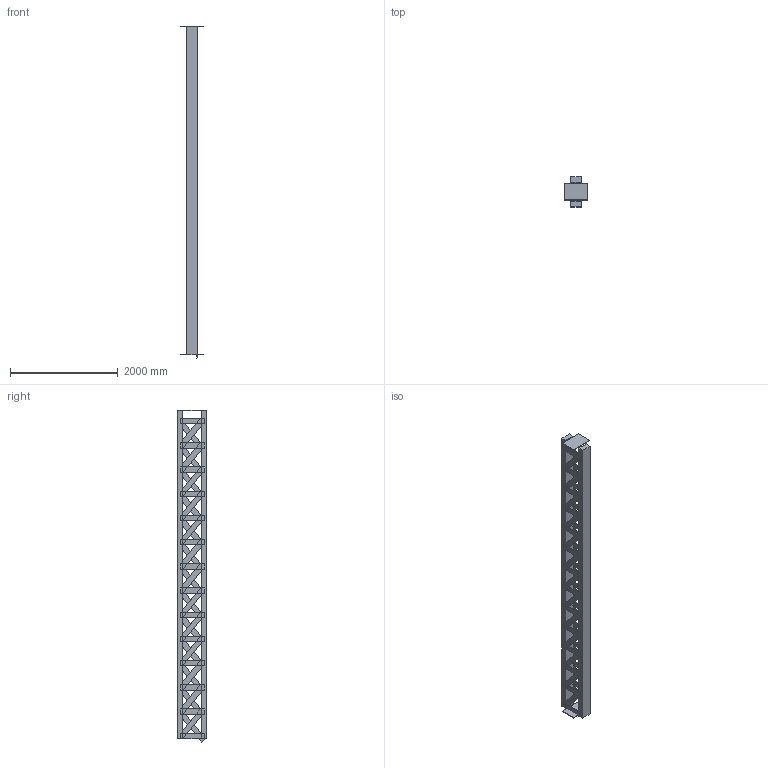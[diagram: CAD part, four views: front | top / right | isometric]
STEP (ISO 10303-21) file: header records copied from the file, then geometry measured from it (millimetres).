
FILE_DESCRIPTION(('Open CASCADE Model'),'2;1');
FILE_NAME('Open CASCADE Shape Model','2025-04-06T10:47:49',('Author'),( 'Open CASCADE'),'Open CASCADE STEP processor 7.8','Open CASCADE 7.8' ,'Unknown');
FILE_SCHEMA(('AUTOMOTIVE_DESIGN { 1 0 10303 214 1 1 1 1 }'));
Length unit declared in the file: millimetre
Products named in the file (56): Open CASCADE STEP translator 7.8 1; Open CASCADE STEP translator 7.8 2; Open CASCADE STEP translator 7.8 3; Open CASCADE STEP translator 7.8 4; Open CASCADE STEP translator 7.8 5; Open CASCADE STEP translator 7.8 6; Open CASCADE STEP translator 7.8 7; Open CASCADE STEP translator 7.8 8; Open CASCADE STEP translator 7.8 9; Open CASCADE STEP translator 7.8 10; Open CASCADE STEP translator 7.8 11; Open CASCADE STEP translator 7.8 12; Open CASCADE STEP translator 7.8 13; Open CASCADE STEP translator 7.8 14; Open CASCADE STEP translator 7.8 15; Open CASCADE STEP translator 7.8 16; Open CASCADE STEP translator 7.8 17; Open CASCADE STEP translator 7.8 18; Open CASCADE STEP translator 7.8 19; Open CASCADE STEP translator 7.8 20; Open CASCADE STEP translator 7.8 21; Open CASCADE STEP translator 7.8 22; Open CASCADE STEP translator 7.8 23; Open CASCADE STEP translator 7.8 24; Open CASCADE STEP translator 7.8 25; Open CASCADE STEP translator 7.8 26; Open CASCADE STEP translator 7.8 27; Open CASCADE STEP translator 7.8 28; Open CASCADE STEP translator 7.8 29; Open CASCADE STEP translator 7.8 30; Open CASCADE STEP translator 7.8 31; Open CASCADE STEP translator 7.8 32; Open CASCADE STEP translator 7.8 33; Open CASCADE STEP translator 7.8 34; Open CASCADE STEP translator 7.8 35; Open CASCADE STEP translator 7.8 36; Open CASCADE STEP translator 7.8 37; Open CASCADE STEP translator 7.8 38; Open CASCADE STEP translator 7.8 39; Open CASCADE STEP translator 7.8 40 ...
Bounding box: 430 x 550 x 6174.28 mm (x, y, z)
Volume: 269625388.4 mm3; surface area: 14250654.9 mm2
Topology: 56 solids, 56 shells, 336 faces, 672 edges, 448 vertices
Faces by surface type: plane 336
Entity records: 17702 total; most frequent: CARTESIAN_POINT 2801, DIRECTION 2690, LINE 2016, VECTOR 2016, ORIENTED_EDGE 1344, PCURVE 1344, DEFINITIONAL_REPRESENTATION 1344, EDGE_CURVE 672
